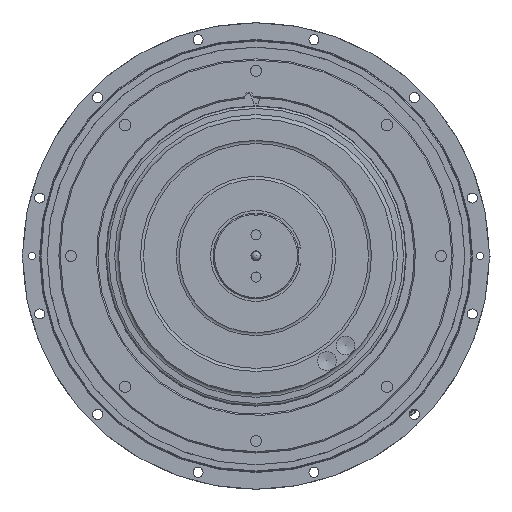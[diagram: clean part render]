
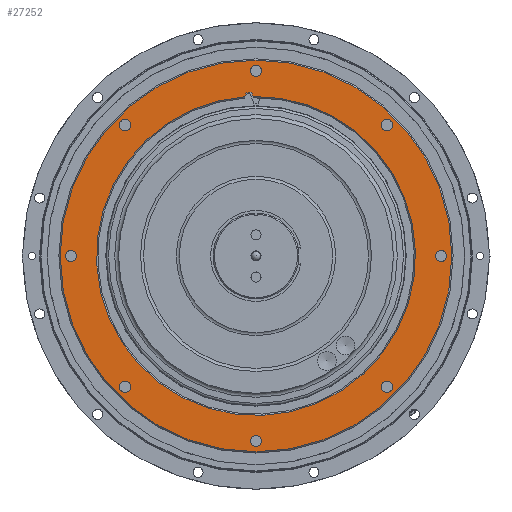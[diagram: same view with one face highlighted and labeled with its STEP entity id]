
A CAD part, top view. The second image highlights one B-rep face of the part: STEP entity #27252.
In plain terms, the highlighted planar face has unit normal (0, 0, 1).
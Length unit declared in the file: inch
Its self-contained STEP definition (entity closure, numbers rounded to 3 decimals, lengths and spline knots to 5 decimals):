
#979 = AXIS2_PLACEMENT_3D ( 'NONE', #56405, #83347, #90378 ) ;
#1353 = EDGE_CURVE ( 'NONE', #40342, #40342, #31899, .T. ) ;
#2462 = CARTESIAN_POINT ( 'NONE',  ( 6.0988, 6.0988, 1. ) ) ;
#5079 = ORIENTED_EDGE ( 'NONE', *, *, #67239, .T. ) ;
#5199 = DIRECTION ( 'NONE',  ( 0., 0., -1. ) ) ;
#6743 = VERTEX_POINT ( 'NONE', #42283 ) ;
#8576 = DIRECTION ( 'NONE',  ( 0., 0., -1. ) ) ;
#9676 = AXIS2_PLACEMENT_3D ( 'NONE', #50689, #9848, #27289 ) ;
#9848 = DIRECTION ( 'NONE',  ( 0., 0., 1. ) ) ;
#10161 = CARTESIAN_POINT ( 'NONE',  ( 6.0988, -6.0988, 1. ) ) ;
#11221 = CARTESIAN_POINT ( 'NONE',  ( 8.625, 0., 1. ) ) ;
#11663 = EDGE_LOOP ( 'NONE', ( #55562 ) ) ;
#12380 = CIRCLE ( 'NONE', #34640, 2.05212 ) ;
#13367 = AXIS2_PLACEMENT_3D ( 'NONE', #108902, #74969, #74415 ) ;
#13942 = DIRECTION ( 'NONE',  ( -1., 0., 0. ) ) ;
#15244 = FACE_BOUND ( 'NONE', #105128, .T. ) ;
#15475 = VERTEX_POINT ( 'NONE', #53373 ) ;
#16161 = DIRECTION ( 'NONE',  ( -1., 0., 0. ) ) ;
#17461 = AXIS2_PLACEMENT_3D ( 'NONE', #78726, #114413, #70597 ) ;
#19909 = EDGE_LOOP ( 'NONE', ( #95596 ) ) ;
#20514 = DIRECTION ( 'NONE',  ( 0., 1., 0. ) ) ;
#23003 = CARTESIAN_POINT ( 'NONE',  ( 0., 0., 1. ) ) ;
#23788 = VERTEX_POINT ( 'NONE', #97747 ) ;
#27252 = ADVANCED_FACE ( 'NONE', ( #76590, #32108, #67777, #15244, #68979, #50802, #42030, #77743, #60700, #113404 ), #33251, .F. ) ;
#27289 = DIRECTION ( 'NONE',  ( 1., 0., 0. ) ) ;
#27630 = CARTESIAN_POINT ( 'NONE',  ( -0.13321, 7.43381, 1. ) ) ;
#28369 = VERTEX_POINT ( 'NONE', #99123 ) ;
#28569 = EDGE_CURVE ( 'NONE', #31917, #31917, #100222, .T. ) ;
#30400 = CARTESIAN_POINT ( 'NONE',  ( 9.12625, 0., 1. ) ) ;
#31354 = CARTESIAN_POINT ( 'NONE',  ( 8.625, 0.26563, 1. ) ) ;
#31447 = AXIS2_PLACEMENT_3D ( 'NONE', #10161, #91314, #99512 ) ;
#31899 = CIRCLE ( 'NONE', #9676, 9.12625 ) ;
#31917 = VERTEX_POINT ( 'NONE', #31354 ) ;
#32108 = FACE_BOUND ( 'NONE', #89951, .T. ) ;
#32302 = CIRCLE ( 'NONE', #17461, 0.26563 ) ;
#32349 = DIRECTION ( 'NONE',  ( 0., 0., -1. ) ) ;
#32435 = EDGE_LOOP ( 'NONE', ( #34909 ) ) ;
#33251 = PLANE ( 'NONE',  #83587 ) ;
#34640 = AXIS2_PLACEMENT_3D ( 'NONE', #87439, #8576, #16161 ) ;
#34909 = ORIENTED_EDGE ( 'NONE', *, *, #106828, .T. ) ;
#36108 = CARTESIAN_POINT ( 'NONE',  ( 0., -8.625, 1. ) ) ;
#36537 = CARTESIAN_POINT ( 'NONE',  ( -6.28662, 5.91097, 1. ) ) ;
#38852 = EDGE_CURVE ( 'NONE', #15475, #23788, #12380, .T. ) ;
#39174 = DIRECTION ( 'NONE',  ( 0., 0., -1. ) ) ;
#40342 = VERTEX_POINT ( 'NONE', #30400 ) ;
#42030 = FACE_BOUND ( 'NONE', #11663, .T. ) ;
#42283 = CARTESIAN_POINT ( 'NONE',  ( 0.26563, -8.625, 1. ) ) ;
#43779 = ORIENTED_EDGE ( 'NONE', *, *, #89027, .F. ) ;
#45532 = CARTESIAN_POINT ( 'NONE',  ( 0., 7.435, 1. ) ) ;
#45791 = CARTESIAN_POINT ( 'NONE',  ( 6.28662, -5.91097, 1. ) ) ;
#46670 = EDGE_CURVE ( 'NONE', #60502, #60502, #32302, .T. ) ;
#47009 = CIRCLE ( 'NONE', #50657, 0.26563 ) ;
#48524 = DIRECTION ( 'NONE',  ( -0.707, 0.707, 0. ) ) ;
#48713 = ORIENTED_EDGE ( 'NONE', *, *, #1353, .T. ) ;
#50503 = CARTESIAN_POINT ( 'NONE',  ( -2.05457, 6.71301, 1. ) ) ;
#50587 = CIRCLE ( 'NONE', #13367, 0.26563 ) ;
#50657 = AXIS2_PLACEMENT_3D ( 'NONE', #36108, #70680, #71248 ) ;
#50689 = CARTESIAN_POINT ( 'NONE',  ( 0., 0., 1. ) ) ;
#50802 = FACE_BOUND ( 'NONE', #19909, .T. ) ;
#51067 = DIRECTION ( 'NONE',  ( -1., 0., 0. ) ) ;
#51280 = CIRCLE ( 'NONE', #979, 7.435 ) ;
#51983 = ORIENTED_EDGE ( 'NONE', *, *, #38852, .T. ) ;
#53373 = CARTESIAN_POINT ( 'NONE',  ( -0.5152, 7.41713, 1. ) ) ;
#53721 = DIRECTION ( 'NONE',  ( 0., 0., -1. ) ) ;
#54683 = EDGE_CURVE ( 'NONE', #71677, #71677, #85850, .T. ) ;
#55401 = AXIS2_PLACEMENT_3D ( 'NONE', #11221, #99986, #20514 ) ;
#55562 = ORIENTED_EDGE ( 'NONE', *, *, #56112, .T. ) ;
#55692 = AXIS2_PLACEMENT_3D ( 'NONE', #58842, #5199, #13942 ) ;
#55988 = ORIENTED_EDGE ( 'NONE', *, *, #54683, .T. ) ;
#56001 = EDGE_CURVE ( 'NONE', #103359, #80472, #104775, .T. ) ;
#56112 = EDGE_CURVE ( 'NONE', #65176, #65176, #50587, .T. ) ;
#56405 = CARTESIAN_POINT ( 'NONE',  ( 0., 0., 1. ) ) ;
#58842 = CARTESIAN_POINT ( 'NONE',  ( 0., 8.625, 1. ) ) ;
#59809 = VERTEX_POINT ( 'NONE', #77413 ) ;
#60502 = VERTEX_POINT ( 'NONE', #79828 ) ;
#60700 = FACE_BOUND ( 'NONE', #68931, .T. ) ;
#61238 = ORIENTED_EDGE ( 'NONE', *, *, #28569, .T. ) ;
#64002 = EDGE_LOOP ( 'NONE', ( #105754, #43779, #51983, #76429 ) ) ;
#65176 = VERTEX_POINT ( 'NONE', #36537 ) ;
#67239 = EDGE_CURVE ( 'NONE', #28369, #28369, #106134, .T. ) ;
#67777 = FACE_BOUND ( 'NONE', #32435, .T. ) ;
#68931 = EDGE_LOOP ( 'NONE', ( #5079 ) ) ;
#68979 = FACE_BOUND ( 'NONE', #85227, .T. ) ;
#70597 = DIRECTION ( 'NONE',  ( 0.707, -0.707, 0. ) ) ;
#70680 = DIRECTION ( 'NONE',  ( 0., 0., -1. ) ) ;
#71248 = DIRECTION ( 'NONE',  ( 1., 0., 0. ) ) ;
#71677 = VERTEX_POINT ( 'NONE', #97947 ) ;
#72893 = CARTESIAN_POINT ( 'NONE',  ( -8.625, 0., 1. ) ) ;
#72896 = CIRCLE ( 'NONE', #100887, 7.62777 ) ;
#74415 = DIRECTION ( 'NONE',  ( -0.707, -0.707, 0. ) ) ;
#74483 = CIRCLE ( 'NONE', #31447, 0.26563 ) ;
#74608 = EDGE_LOOP ( 'NONE', ( #48713 ) ) ;
#74909 = AXIS2_PLACEMENT_3D ( 'NONE', #50503, #32349, #51067 ) ;
#74969 = DIRECTION ( 'NONE',  ( 0., 0., -1. ) ) ;
#76429 = ORIENTED_EDGE ( 'NONE', *, *, #109205, .T. ) ;
#76590 = FACE_BOUND ( 'NONE', #91123, .T. ) ;
#77413 = CARTESIAN_POINT ( 'NONE',  ( -8.625, -0.26563, 1. ) ) ;
#77688 = CARTESIAN_POINT ( 'NONE',  ( -0.2161, 7.62471, 1. ) ) ;
#77743 = FACE_OUTER_BOUND ( 'NONE', #74608, .T. ) ;
#78398 = AXIS2_PLACEMENT_3D ( 'NONE', #2462, #39174, #48524 ) ;
#78504 = DIRECTION ( 'NONE',  ( -1., 0., 0. ) ) ;
#78726 = CARTESIAN_POINT ( 'NONE',  ( -6.0988, -6.0988, 1. ) ) ;
#79828 = CARTESIAN_POINT ( 'NONE',  ( -5.91097, -6.28662, 1. ) ) ;
#80472 = VERTEX_POINT ( 'NONE', #27630 ) ;
#83347 = DIRECTION ( 'NONE',  ( 0., 0., 1. ) ) ;
#83587 = AXIS2_PLACEMENT_3D ( 'NONE', #45532, #53721, #115138 ) ;
#85227 = EDGE_LOOP ( 'NONE', ( #98717 ) ) ;
#85850 = CIRCLE ( 'NONE', #78398, 0.26562 ) ;
#87439 = CARTESIAN_POINT ( 'NONE',  ( 1.46168, 6.86653, 1. ) ) ;
#89027 = EDGE_CURVE ( 'NONE', #15475, #80472, #51280, .T. ) ;
#89951 = EDGE_LOOP ( 'NONE', ( #61238 ) ) ;
#90378 = DIRECTION ( 'NONE',  ( 1., 0., 0. ) ) ;
#91123 = EDGE_LOOP ( 'NONE', ( #55988 ) ) ;
#91314 = DIRECTION ( 'NONE',  ( 0., 0., -1. ) ) ;
#92369 = CIRCLE ( 'NONE', #109258, 0.26563 ) ;
#94258 = ORIENTED_EDGE ( 'NONE', *, *, #101235, .T. ) ;
#95595 = EDGE_CURVE ( 'NONE', #59809, #59809, #92369, .T. ) ;
#95596 = ORIENTED_EDGE ( 'NONE', *, *, #95595, .T. ) ;
#95826 = DIRECTION ( 'NONE',  ( 0., -1., 0. ) ) ;
#97747 = CARTESIAN_POINT ( 'NONE',  ( -0.44926, 7.61453, 1. ) ) ;
#97947 = CARTESIAN_POINT ( 'NONE',  ( 5.91097, 6.28662, 1. ) ) ;
#98018 = DIRECTION ( 'NONE',  ( 0., 0., -1. ) ) ;
#98717 = ORIENTED_EDGE ( 'NONE', *, *, #46670, .T. ) ;
#99123 = CARTESIAN_POINT ( 'NONE',  ( -0.26562, 8.625, 1. ) ) ;
#99512 = DIRECTION ( 'NONE',  ( 0.707, 0.707, 0. ) ) ;
#99986 = DIRECTION ( 'NONE',  ( 0., 0., -1. ) ) ;
#100222 = CIRCLE ( 'NONE', #55401, 0.26563 ) ;
#100887 = AXIS2_PLACEMENT_3D ( 'NONE', #23003, #104274, #78504 ) ;
#101235 = EDGE_CURVE ( 'NONE', #6743, #6743, #47009, .T. ) ;
#103359 = VERTEX_POINT ( 'NONE', #77688 ) ;
#104274 = DIRECTION ( 'NONE',  ( 0., 0., -1. ) ) ;
#104775 = CIRCLE ( 'NONE', #74909, 2.05212 ) ;
#105128 = EDGE_LOOP ( 'NONE', ( #94258 ) ) ;
#105754 = ORIENTED_EDGE ( 'NONE', *, *, #56001, .T. ) ;
#106134 = CIRCLE ( 'NONE', #55692, 0.26563 ) ;
#106828 = EDGE_CURVE ( 'NONE', #107172, #107172, #74483, .T. ) ;
#107172 = VERTEX_POINT ( 'NONE', #45791 ) ;
#108902 = CARTESIAN_POINT ( 'NONE',  ( -6.0988, 6.0988, 1. ) ) ;
#109205 = EDGE_CURVE ( 'NONE', #23788, #103359, #72896, .T. ) ;
#109258 = AXIS2_PLACEMENT_3D ( 'NONE', #72893, #98018, #95826 ) ;
#113404 = FACE_BOUND ( 'NONE', #64002, .T. ) ;
#114413 = DIRECTION ( 'NONE',  ( 0., 0., -1. ) ) ;
#115138 = DIRECTION ( 'NONE',  ( -1., 0., 0. ) ) ;
